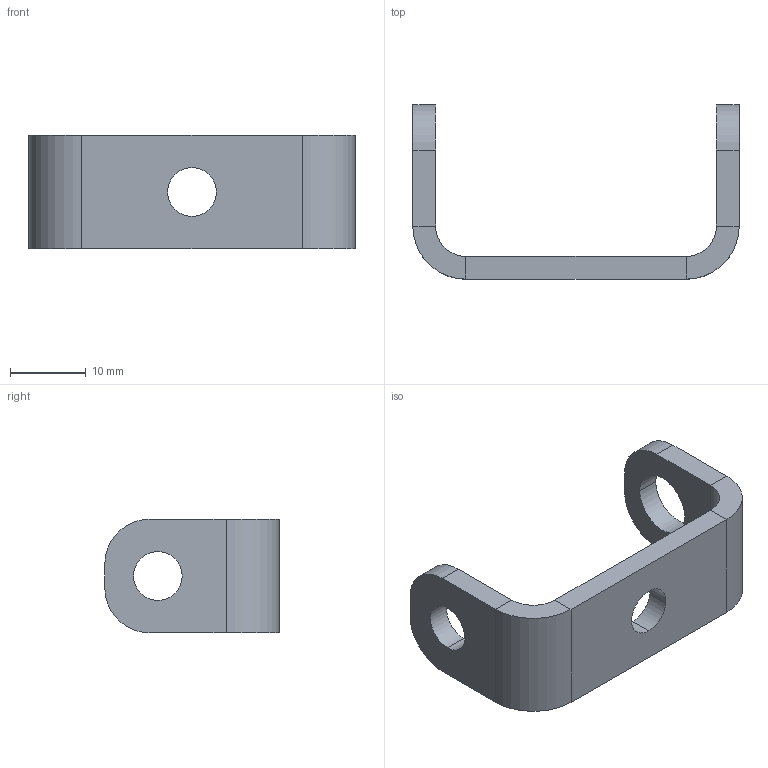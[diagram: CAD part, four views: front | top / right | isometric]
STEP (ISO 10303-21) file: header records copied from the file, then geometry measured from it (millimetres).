
FILE_DESCRIPTION (( 'STEP AP214' ), '1' );
FILE_NAME ('1x_ALTI_V2_USI_RF001.STEP', '2020-11-13T08:44:36', ( '' ), ( '' ), 'SwSTEP 2.0', 'SolidWorks 2020', '' );
FILE_SCHEMA (( 'AUTOMOTIVE_DESIGN' ));
Length unit declared in the file: millimetre
Products named in the file (1): 1x_ALTI_V2_USI_RF001
Bounding box: 43 x 23 x 15 mm (x, y, z)
Volume: 3070.6 mm3; surface area: 2775.6 mm2
Topology: 1 solids, 1 shells, 32 faces, 74 edges, 44 vertices
Faces by surface type: plane 18, cylinder 14
Entity records: 944 total; most frequent: DIRECTION 168, CARTESIAN_POINT 151, ORIENTED_EDGE 148, EDGE_CURVE 74, AXIS2_PLACEMENT_3D 61, VECTOR 46, LINE 46, VERTEX_POINT 44
